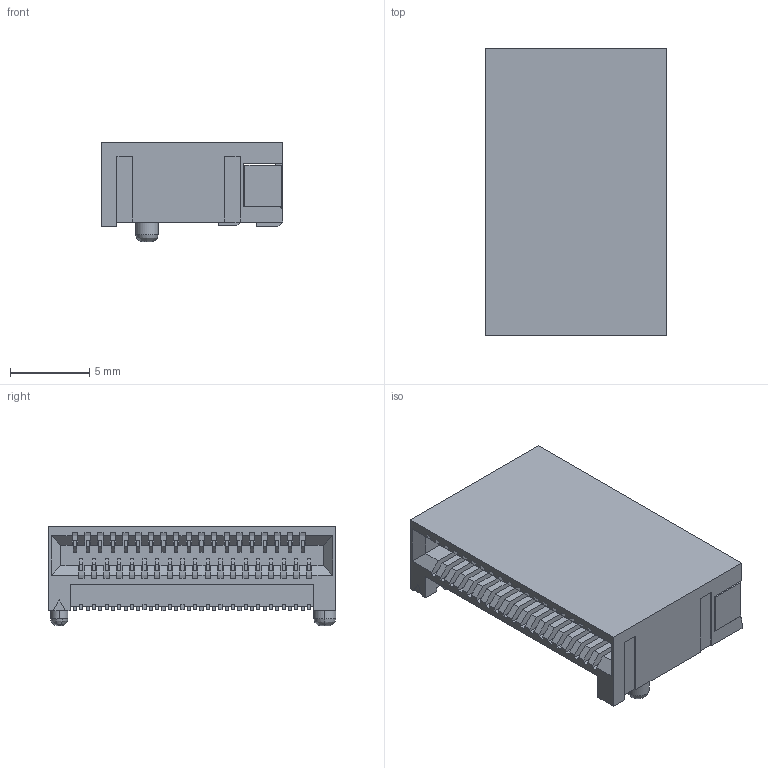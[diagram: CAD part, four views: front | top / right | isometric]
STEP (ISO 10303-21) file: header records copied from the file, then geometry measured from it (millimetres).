
FILE_DESCRIPTION((''),'2;1');
FILE_NAME('SAMTEC_QSFP8-038-01-L-D-RA1.stp','2013-08-14T10:34:29',(''),(''),'Mechanical Desktop 2011','Mechanical Desktop 2011',', , ');
FILE_SCHEMA(('AUTOMOTIVE_DESIGN { 1 2 10303 214 1 1 1 1 }'));
Length unit declared in the file: millimetre
Products named in the file (1): Product
Bounding box: 11.5 x 18.2 x 6.3 mm (x, y, z)
Volume: 638.2 mm3; surface area: 1967.9 mm2
Topology: 80 solids, 80 shells, 997 faces, 2744 edges, 2150 vertices
Faces by surface type: plane 972, bspline 23, cylinder 2
Entity records: 31889 total; most frequent: CARTESIAN_POINT 6811, ORIENTED_EDGE 4992, DIRECTION 4696, VECTOR 2718, LINE 2718, EDGE_CURVE 2496, VERTEX_POINT 1660, EDGE_LOOP 998
